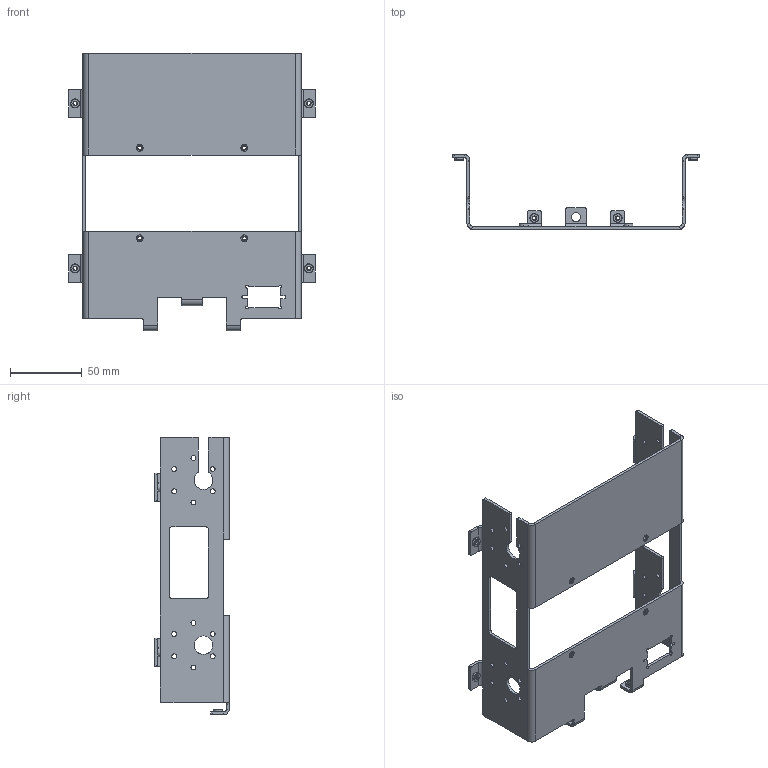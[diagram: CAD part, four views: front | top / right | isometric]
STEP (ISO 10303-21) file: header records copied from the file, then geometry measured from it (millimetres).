
FILE_DESCRIPTION (( 'STEP AP214' ), '1' );
FILE_NAME ('HEL-03-01009-00.STEP', '2023-07-12T08:21:09', ( '' ), ( '' ), 'SwSTEP 2.0', 'SolidWorks 2021', '' );
FILE_SCHEMA (( 'AUTOMOTIVE_DESIGN' ));
Length unit declared in the file: millimetre
Products named in the file (3): HEL-04-01000-02_Standard; HEL-03-01009-00; aluminum nut_pmm_PEM CLA-M3-2 ---N
Assembly tree (11 placements, depth 2):
  HEL-03-01009-00
    HEL-04-01000-02_Standard
    aluminum nut_pmm_PEM CLA-M3-2 ---N  x10
Bounding box: 172 x 52 x 193.5 mm (x, y, z)
Volume: 66403 mm3; surface area: 72545.9 mm2
Topology: 11 solids, 11 shells, 1301 faces, 3551 edges, 2300 vertices
Faces by surface type: plane 962, cylinder 259, cone 80
Entity records: 12073 total; most frequent: DIRECTION 2131, CARTESIAN_POINT 2045, ORIENTED_EDGE 2026, EDGE_CURVE 1013, AXIS2_PLACEMENT_3D 730, VECTOR 671, LINE 671, VERTEX_POINT 644
